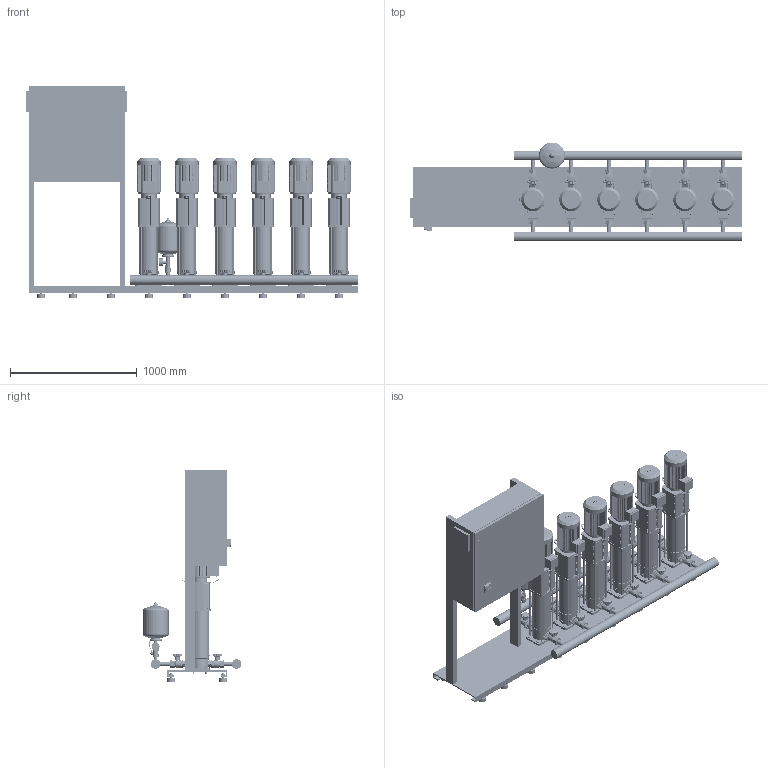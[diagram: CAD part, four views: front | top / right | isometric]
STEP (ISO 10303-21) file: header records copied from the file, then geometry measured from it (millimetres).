
FILE_DESCRIPTION((''),'2;1');
FILE_NAME('3d_COR-6HELIXV416_K_CC-01-2536503.stp','2016-01-22T12:15:29',(''),(''),'Mechanical Desktop 2009','Mechanical Desktop 2009',', , ');
FILE_SCHEMA(('CONFIG_CONTROL_DESIGN'));
Length unit declared in the file: millimetre
Products named in the file (1): Product
Bounding box: 2620 x 780.05 x 1670 mm (x, y, z)
Volume: 315399330.9 mm3; surface area: 16381364.7 mm2
Topology: 235 solids, 235 shells, 8959 faces, 23659 edges, 15593 vertices
Faces by surface type: plane 4435, bspline 2160, cylinder 2022, cone 312, torus 28, sphere 2
Entity records: 289978 total; most frequent: CARTESIAN_POINT 68018, ORIENTED_EDGE 47270, DIRECTION 42399, EDGE_CURVE 23635, VECTOR 16655, LINE 16655, VERTEX_POINT 15588, AXIS2_PLACEMENT_3D 12872
